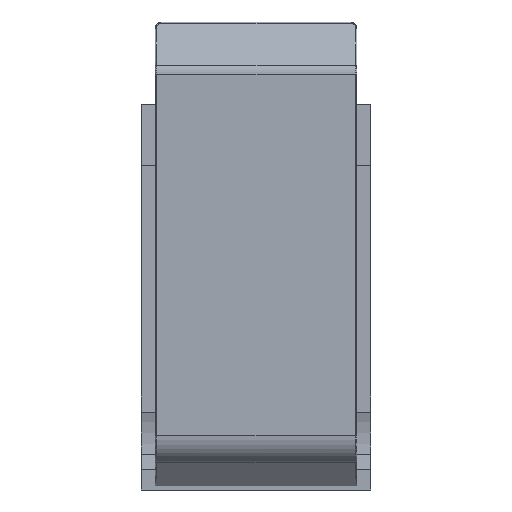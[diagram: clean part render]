
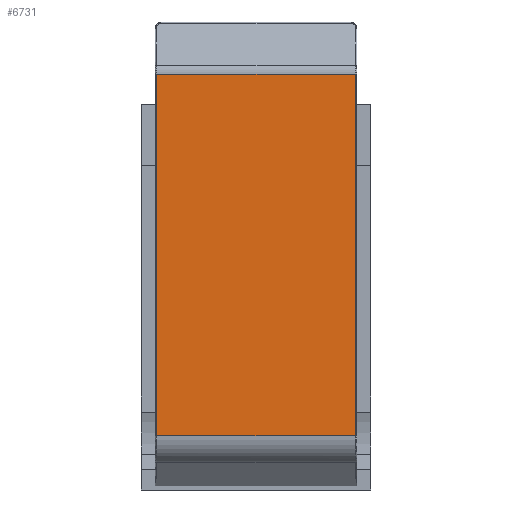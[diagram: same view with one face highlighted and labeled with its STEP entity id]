
A CAD part, top view. The second image highlights one B-rep face of the part: STEP entity #6731.
In plain terms, the highlighted planar face has unit normal (0, 0, 1).
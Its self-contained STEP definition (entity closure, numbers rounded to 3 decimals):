
#342=PLANE('',#7186);
#665=FACE_OUTER_BOUND('',#1077,.T.);
#1077=EDGE_LOOP('',(#5845,#5846,#5847,#5848));
#1719=LINE('',#12144,#2362);
#1722=LINE('',#12317,#2365);
#1723=LINE('',#12320,#2366);
#1724=LINE('',#12321,#2367);
#2362=VECTOR('',#8424,44.043);
#2365=VECTOR('',#8439,24.166);
#2366=VECTOR('',#8442,44.043);
#2367=VECTOR('',#8443,24.166);
#3311=VERTEX_POINT('',#12139);
#3312=VERTEX_POINT('',#12143);
#3314=VERTEX_POINT('',#12312);
#3315=VERTEX_POINT('',#12319);
#4187=EDGE_CURVE('',#3311,#3312,#1719,.T.);
#4195=EDGE_CURVE('',#3312,#3314,#1722,.T.);
#4196=EDGE_CURVE('',#3315,#3314,#1723,.T.);
#4197=EDGE_CURVE('',#3311,#3315,#1724,.T.);
#5845=ORIENTED_EDGE('',*,*,#4196,.T.);
#5846=ORIENTED_EDGE('',*,*,#4195,.F.);
#5847=ORIENTED_EDGE('',*,*,#4187,.F.);
#5848=ORIENTED_EDGE('',*,*,#4197,.T.);
#6731=ADVANCED_FACE('',(#665),#342,.T.);
#7186=AXIS2_PLACEMENT_3D('',#12318,#8440,#8441);
#8424=DIRECTION('',(0.,-1.,0.));
#8439=DIRECTION('',(-1.,0.,0.));
#8440=DIRECTION('center_axis',(0.,0.,1.));
#8441=DIRECTION('ref_axis',(1.,0.,0.));
#8442=DIRECTION('',(0.,-1.,0.));
#8443=DIRECTION('',(-1.,0.,0.));
#12139=CARTESIAN_POINT('',(12.083,30.141,13.));
#12143=CARTESIAN_POINT('',(12.083,-13.902,13.));
#12144=CARTESIAN_POINT('',(12.083,30.141,13.));
#12312=CARTESIAN_POINT('',(-12.083,-13.902,13.));
#12317=CARTESIAN_POINT('',(12.083,-13.902,13.));
#12318=CARTESIAN_POINT('Origin',(-12.566,8.12,13.));
#12319=CARTESIAN_POINT('',(-12.083,30.141,13.));
#12320=CARTESIAN_POINT('',(-12.083,30.141,13.));
#12321=CARTESIAN_POINT('',(12.083,30.141,13.));
